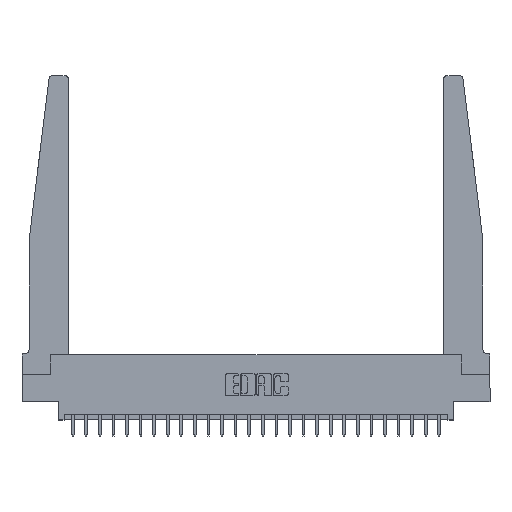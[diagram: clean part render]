
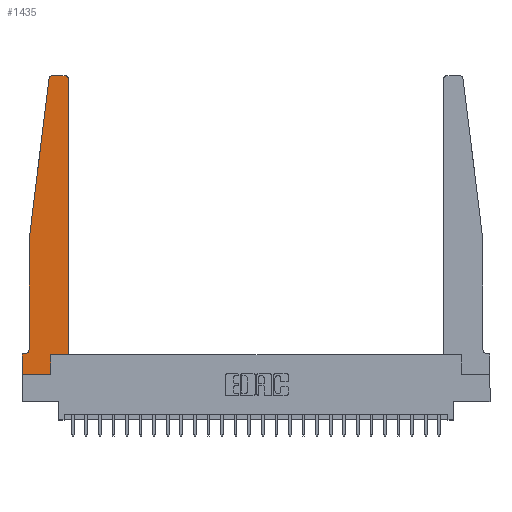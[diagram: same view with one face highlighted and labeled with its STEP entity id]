
A CAD part, top view. The second image highlights one B-rep face of the part: STEP entity #1435.
In plain terms, the highlighted planar face has unit normal (0, 0, 1).
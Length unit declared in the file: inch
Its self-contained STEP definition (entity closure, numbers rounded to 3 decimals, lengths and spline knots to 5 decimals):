
#83 = VERTEX_POINT ( 'NONE', #1181 ) ;
#228 = ORIENTED_EDGE ( 'NONE', *, *, #23395, .T. ) ;
#632 = CARTESIAN_POINT ( 'NONE',  ( 0.065, 0.2375, 0.37 ) ) ;
#1008 = EDGE_CURVE ( 'NONE', #5762, #3307, #3773, .T. ) ;
#1156 = EDGE_CURVE ( 'NONE', #3307, #14581, #11016, .T. ) ;
#1181 = CARTESIAN_POINT ( 'NONE',  ( 0.395, 2.75, 0.37 ) ) ;
#1323 = CARTESIAN_POINT ( 'NONE',  ( 0.425, 0.18, 0.37 ) ) ;
#1423 = CARTESIAN_POINT ( 'NONE',  ( 0.24675, 2.72367, 0.37 ) ) ;
#1435 = ADVANCED_FACE ( 'NONE', ( #5554 ), #8583, .T. ) ;
#1655 = CARTESIAN_POINT ( 'NONE',  ( 0.065, 0.1875, 0.37 ) ) ;
#2016 = ORIENTED_EDGE ( 'NONE', *, *, #18315, .T. ) ;
#2760 = VERTEX_POINT ( 'NONE', #1323 ) ;
#3046 = ORIENTED_EDGE ( 'NONE', *, *, #18929, .T. ) ;
#3307 = VERTEX_POINT ( 'NONE', #24235 ) ;
#3428 = LINE ( 'NONE', #24788, #13084 ) ;
#3773 = LINE ( 'NONE', #7002, #18604 ) ;
#3919 = LINE ( 'NONE', #10697, #8463 ) ;
#4525 = VECTOR ( 'NONE', #23104, 39.37008 ) ;
#5270 = VECTOR ( 'NONE', #20915, 39.37008 ) ;
#5554 = FACE_OUTER_BOUND ( 'NONE', #6863, .T. ) ;
#5762 = VERTEX_POINT ( 'NONE', #10937 ) ;
#5871 = CIRCLE ( 'NONE', #22710, 0.03 ) ;
#6626 = VECTOR ( 'NONE', #11174, 39.37008 ) ;
#6863 = EDGE_LOOP ( 'NONE', ( #8730, #15415, #12911, #2016, #19790, #16966, #3046, #8031, #10197, #21023, #13122, #228 ) ) ;
#7002 = CARTESIAN_POINT ( 'NONE',  ( 0., 0., 0.37 ) ) ;
#7318 = EDGE_CURVE ( 'NONE', #15414, #19607, #5871, .T. ) ;
#7540 = AXIS2_PLACEMENT_3D ( 'NONE', #10440, #18238, #12443 ) ;
#7579 = CARTESIAN_POINT ( 'NONE',  ( 0.015, 0.1875, 0.37 ) ) ;
#7601 = CARTESIAN_POINT ( 'NONE',  ( 0., 0.1875, 0.37 ) ) ;
#8031 = ORIENTED_EDGE ( 'NONE', *, *, #1008, .T. ) ;
#8263 = EDGE_CURVE ( 'NONE', #2760, #18957, #3428, .T. ) ;
#8297 = EDGE_CURVE ( 'NONE', #14581, #2760, #17652, .T. ) ;
#8463 = VECTOR ( 'NONE', #24338, 39.37008 ) ;
#8583 = PLANE ( 'NONE',  #7540 ) ;
#8730 = ORIENTED_EDGE ( 'NONE', *, *, #17781, .T. ) ;
#8824 = CARTESIAN_POINT ( 'NONE',  ( 0.27653, 2.72, 0.37 ) ) ;
#8931 = DIRECTION ( 'NONE',  ( 1., 0., 0. ) ) ;
#9085 = CIRCLE ( 'NONE', #22523, 0.05 ) ;
#9460 = DIRECTION ( 'NONE',  ( 1., 0., 0. ) ) ;
#10171 = CARTESIAN_POINT ( 'NONE',  ( 0.015, 0.2375, 0.37 ) ) ;
#10197 = ORIENTED_EDGE ( 'NONE', *, *, #1156, .T. ) ;
#10440 = CARTESIAN_POINT ( 'NONE',  ( 0., 0.1875, 0.37 ) ) ;
#10697 = CARTESIAN_POINT ( 'NONE',  ( 0.065, 1.25, 0.37 ) ) ;
#10767 = DIRECTION ( 'NONE',  ( 1., 0., 0. ) ) ;
#10937 = CARTESIAN_POINT ( 'NONE',  ( 0., 0., 0.37 ) ) ;
#11016 = LINE ( 'NONE', #15428, #5270 ) ;
#11174 = DIRECTION ( 'NONE',  ( 0., -1., 0. ) ) ;
#11308 = CARTESIAN_POINT ( 'NONE',  ( 0.395, 2.72, 0.37 ) ) ;
#12080 = DIRECTION ( 'NONE',  ( -1., 0., 0. ) ) ;
#12219 = DIRECTION ( 'NONE',  ( -1., 0., 0. ) ) ;
#12443 = DIRECTION ( 'NONE',  ( 1., 0., 0. ) ) ;
#12742 = LINE ( 'NONE', #1655, #22482 ) ;
#12820 = CARTESIAN_POINT ( 'NONE',  ( 0.27653, 2.75, 0.37 ) ) ;
#12911 = ORIENTED_EDGE ( 'NONE', *, *, #17539, .T. ) ;
#13084 = VECTOR ( 'NONE', #15192, 39.37008 ) ;
#13122 = ORIENTED_EDGE ( 'NONE', *, *, #8263, .T. ) ;
#13220 = DIRECTION ( 'NONE',  ( -1., 0., 0. ) ) ;
#13221 = DIRECTION ( 'NONE',  ( 1., 0., 0. ) ) ;
#13412 = CARTESIAN_POINT ( 'NONE',  ( 0.065, 1.25, 0.37 ) ) ;
#13479 = CARTESIAN_POINT ( 'NONE',  ( 0.065, 1.25, 0.37 ) ) ;
#14581 = VERTEX_POINT ( 'NONE', #24377 ) ;
#15192 = DIRECTION ( 'NONE',  ( 0., 1., 0. ) ) ;
#15275 = CARTESIAN_POINT ( 'NONE',  ( 0.425, 0.18, 0.37 ) ) ;
#15414 = VERTEX_POINT ( 'NONE', #12820 ) ;
#15415 = ORIENTED_EDGE ( 'NONE', *, *, #7318, .T. ) ;
#15428 = CARTESIAN_POINT ( 'NONE',  ( 0.2605, 0.18, 0.37 ) ) ;
#16105 = EDGE_CURVE ( 'NONE', #20472, #21543, #12742, .T. ) ;
#16260 = VERTEX_POINT ( 'NONE', #13479 ) ;
#16685 = LINE ( 'NONE', #13412, #4525 ) ;
#16966 = ORIENTED_EDGE ( 'NONE', *, *, #16105, .T. ) ;
#17049 = EDGE_CURVE ( 'NONE', #21824, #20472, #9085, .T. ) ;
#17166 = CIRCLE ( 'NONE', #24220, 0.03 ) ;
#17539 = EDGE_CURVE ( 'NONE', #19607, #16260, #16685, .T. ) ;
#17652 = LINE ( 'NONE', #15275, #18272 ) ;
#17781 = EDGE_CURVE ( 'NONE', #83, #15414, #19621, .T. ) ;
#18238 = DIRECTION ( 'NONE',  ( 0., 0., 1. ) ) ;
#18272 = VECTOR ( 'NONE', #9460, 39.37008 ) ;
#18315 = EDGE_CURVE ( 'NONE', #16260, #21824, #3919, .T. ) ;
#18604 = VECTOR ( 'NONE', #8931, 39.37008 ) ;
#18929 = EDGE_CURVE ( 'NONE', #21543, #5762, #21437, .T. ) ;
#18957 = VERTEX_POINT ( 'NONE', #22874 ) ;
#19607 = VERTEX_POINT ( 'NONE', #1423 ) ;
#19621 = LINE ( 'NONE', #19950, #24198 ) ;
#19790 = ORIENTED_EDGE ( 'NONE', *, *, #17049, .T. ) ;
#19950 = CARTESIAN_POINT ( 'NONE',  ( 0.25, 2.75, 0.37 ) ) ;
#20472 = VERTEX_POINT ( 'NONE', #7579 ) ;
#20915 = DIRECTION ( 'NONE',  ( 0., 1., 0. ) ) ;
#21023 = ORIENTED_EDGE ( 'NONE', *, *, #8297, .T. ) ;
#21437 = LINE ( 'NONE', #22797, #6626 ) ;
#21543 = VERTEX_POINT ( 'NONE', #7601 ) ;
#21824 = VERTEX_POINT ( 'NONE', #632 ) ;
#22388 = DIRECTION ( 'NONE',  ( 0., 0., 1. ) ) ;
#22482 = VECTOR ( 'NONE', #13220, 39.37008 ) ;
#22523 = AXIS2_PLACEMENT_3D ( 'NONE', #10171, #23709, #12080 ) ;
#22710 = AXIS2_PLACEMENT_3D ( 'NONE', #8824, #22388, #10767 ) ;
#22797 = CARTESIAN_POINT ( 'NONE',  ( 0., 0., 0.37 ) ) ;
#22874 = CARTESIAN_POINT ( 'NONE',  ( 0.425, 2.72, 0.37 ) ) ;
#23104 = DIRECTION ( 'NONE',  ( -0.122, -0.992, 0. ) ) ;
#23395 = EDGE_CURVE ( 'NONE', #18957, #83, #17166, .T. ) ;
#23709 = DIRECTION ( 'NONE',  ( 0., 0., -1. ) ) ;
#24198 = VECTOR ( 'NONE', #12219, 39.37008 ) ;
#24220 = AXIS2_PLACEMENT_3D ( 'NONE', #11308, #24862, #13221 ) ;
#24235 = CARTESIAN_POINT ( 'NONE',  ( 0.2605, 0., 0.37 ) ) ;
#24338 = DIRECTION ( 'NONE',  ( 0., -1., 0. ) ) ;
#24377 = CARTESIAN_POINT ( 'NONE',  ( 0.2605, 0.18, 0.37 ) ) ;
#24788 = CARTESIAN_POINT ( 'NONE',  ( 0.425, 0.18, 0.37 ) ) ;
#24862 = DIRECTION ( 'NONE',  ( 0., 0., 1. ) ) ;
